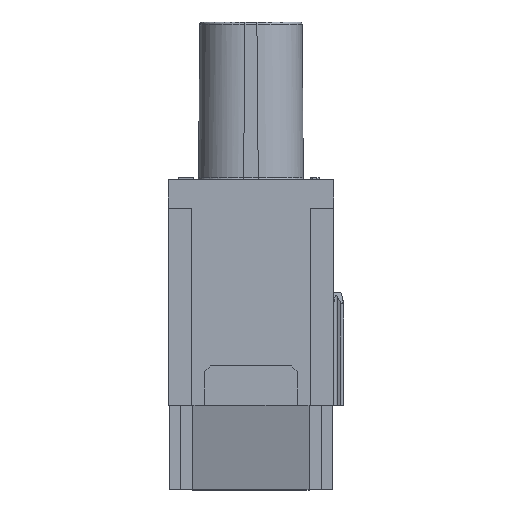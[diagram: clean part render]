
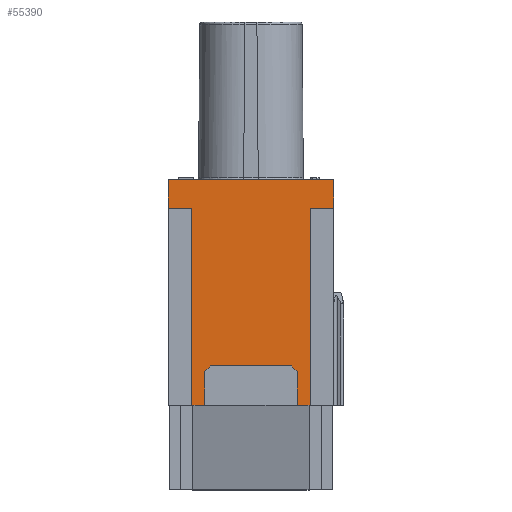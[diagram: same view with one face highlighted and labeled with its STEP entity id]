
A CAD part, front view. The second image highlights one B-rep face of the part: STEP entity #55390.
In plain terms, the highlighted face is planar.
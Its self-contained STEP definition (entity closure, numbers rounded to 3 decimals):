
#2050=CARTESIAN_POINT('',(44.588,0.,-32.));
#2060=DIRECTION('',(0.,1.,0.));
#2070=VECTOR('',#2060,1.);
#2080=LINE('',#2050,#2070);
#2090=CARTESIAN_POINT('',(44.588,23.557,-32.))
;
#2100=VERTEX_POINT('',#2090);
#2110=CARTESIAN_POINT('',(44.588,26.557,-32.));
#2120=VERTEX_POINT('',#2110);
#2130=EDGE_CURVE('',#2100,#2120,#2080,.T.);
#5670=CARTESIAN_POINT('',(53.988,41.057,-32.));
#5680=VERTEX_POINT('',#5670);
#5850=CARTESIAN_POINT('',(56.038,41.057,-32.));
#5860=VERTEX_POINT('',#5850);
#5890=CARTESIAN_POINT('',(0.,41.057,-32.));
#5900=DIRECTION('',(-1.,0.,0.));
#5910=VECTOR('',#5900,1.);
#5920=LINE('',#5890,#5910);
#5930=EDGE_CURVE('',#5860,#5680,#5920,.T.);
#6240=CARTESIAN_POINT('',(52.788,23.557,-32.))
;
#6250=VERTEX_POINT('',#6240);
#6280=CARTESIAN_POINT('',(52.788,0.,-32.));
#6290=DIRECTION('',(0.,-1.,0.));
#6300=VECTOR('',#6290,1.);
#6310=LINE('',#6280,#6300);
#6320=CARTESIAN_POINT('',(52.788,26.557,-32.));
#6330=VERTEX_POINT('',#6320);
#6340=EDGE_CURVE('',#6330,#6250,#6310,.T.);
#8780=CARTESIAN_POINT('',(41.338,41.057,-32.));
#8790=VERTEX_POINT('',#8780);
#8820=CARTESIAN_POINT('',(41.338,0.,-32.));
#8830=DIRECTION('',(0.,1.,0.));
#8840=VECTOR('',#8830,1.);
#8850=LINE('',#8820,#8840);
#8860=CARTESIAN_POINT('',(41.338,43.557,-32.));
#8870=VERTEX_POINT('',#8860);
#8880=EDGE_CURVE('',#8790,#8870,#8850,.T.);
#17820=CARTESIAN_POINT('',(0.,27.057,-32.));
#17830=DIRECTION('',(1.,0.,0.));
#17840=VECTOR('',#17830,1.);
#17850=LINE('',#17820,#17840);
#17860=CARTESIAN_POINT('',(45.088,27.057,-32.));
#17870=VERTEX_POINT('',#17860);
#17880=CARTESIAN_POINT('',(52.288,27.057,-32.));
#17890=VERTEX_POINT('',#17880);
#17900=EDGE_CURVE('',#17870,#17890,#17850,.T.);
#28660=CARTESIAN_POINT('',(43.388,23.557,-32.));
#28670=VERTEX_POINT('',#28660);
#28720=CARTESIAN_POINT('',(43.388,0.,-32.));
#28730=DIRECTION('',(0.,-1.,0.));
#28740=VECTOR('',#28730,1.);
#28750=LINE('',#28720,#28740);
#28760=CARTESIAN_POINT('',(43.388,41.057,-32.));
#28770=VERTEX_POINT('',#28760);
#28780=EDGE_CURVE('',#28770,#28670,#28750,.T.);
#30900=CARTESIAN_POINT('',(0.,41.057,-32.));
#30910=DIRECTION('',(-1.,0.,0.));
#30920=VECTOR('',#30910,1.);
#30930=LINE('',#30900,#30920);
#30940=EDGE_CURVE('',#28770,#8790,#30930,.T.);
#54670=CARTESIAN_POINT('',(0.,43.557,-32.));
#54680=DIRECTION('',(0.,0.,-1.));
#54690=DIRECTION('',(0.,-1.,0.));
#54700=AXIS2_PLACEMENT_3D('',#54670,#54680,#54690);
#54710=PLANE('',#54700);
#54720=CARTESIAN_POINT('',(18.031,0.,-32.));
#54730=DIRECTION('',(-0.707,-0.707,
0.));
#54740=VECTOR('',#54730,1.);
#54750=LINE('',#54720,#54740);
#54760=EDGE_CURVE('',#17870,#2120,#54750,.T.);
#54770=ORIENTED_EDGE('',*,*,#54760,.T.);
#54780=ORIENTED_EDGE('',*,*,#17900,.F.);
#54790=CARTESIAN_POINT('',(79.345,0.,-32.));
#54800=DIRECTION('',(-0.707,0.707,
0.));
#54810=VECTOR('',#54800,1.);
#54820=LINE('',#54790,#54810);
#54830=EDGE_CURVE('',#6330,#17890,#54820,.T.);
#54840=ORIENTED_EDGE('',*,*,#54830,.T.);
#54850=ORIENTED_EDGE('',*,*,#6340,.F.);
#54860=CARTESIAN_POINT('',(0.,23.557,-32.));
#54870=DIRECTION('',(-1.,0.,0.));
#54880=VECTOR('',#54870,1.);
#54890=LINE('',#54860,#54880);
#54900=CARTESIAN_POINT('',(53.838,23.557,-32.)
);
#54910=VERTEX_POINT('',#54900);
#54920=EDGE_CURVE('',#54910,#6250,#54890,.T.);
#54930=ORIENTED_EDGE('',*,*,#54920,.T.);
#54940=CARTESIAN_POINT('',(0.,23.557,-32.));
#54950=DIRECTION('',(1.,0.,0.));
#54960=VECTOR('',#54950,1.);
#54970=LINE('',#54940,#54960);
#54980=CARTESIAN_POINT('',(53.988,23.557,-32.));
#54990=VERTEX_POINT('',#54980);
#55000=EDGE_CURVE('',#54910,#54990,#54970,.T.);
#55010=ORIENTED_EDGE('',*,*,#55000,.F.);
#55020=CARTESIAN_POINT('',(53.988,0.,-32.));
#55030=DIRECTION('',(0.,1.,0.));
#55040=VECTOR('',#55030,1.);
#55050=LINE('',#55020,#55040);
#55060=EDGE_CURVE('',#54990,#5680,#55050,.T.);
#55070=ORIENTED_EDGE('',*,*,#55060,.F.);
#55080=ORIENTED_EDGE('',*,*,#5930,.T.);
#55090=CARTESIAN_POINT('',(56.038,0.,-32.));
#55100=DIRECTION('',(0.,-1.,0.));
#55110=VECTOR('',#55100,1.);
#55120=LINE('',#55090,#55110);
#55130=CARTESIAN_POINT('',(56.038,43.557,-32.));
#55140=VERTEX_POINT('',#55130);
#55150=EDGE_CURVE('',#55140,#5860,#55120,.T.);
#55160=ORIENTED_EDGE('',*,*,#55150,.T.);
#55170=CARTESIAN_POINT('',(0.,43.557,-32.));
#55180=DIRECTION('',(-1.,0.,0.));
#55190=VECTOR('',#55180,1.);
#55200=LINE('',#55170,#55190);
#55210=EDGE_CURVE('',#55140,#8870,#55200,.T.);
#55220=ORIENTED_EDGE('',*,*,#55210,.F.);
#55230=ORIENTED_EDGE('',*,*,#8880,.T.);
#55240=ORIENTED_EDGE('',*,*,#30940,.T.);
#55250=ORIENTED_EDGE('',*,*,#28780,.F.);
#55260=CARTESIAN_POINT('',(0.,23.557,-32.));
#55270=DIRECTION('',(1.,0.,0.));
#55280=VECTOR('',#55270,1.);
#55290=LINE('',#55260,#55280);
#55300=CARTESIAN_POINT('',(43.538,23.557,-32.)
);
#55310=VERTEX_POINT('',#55300);
#55320=EDGE_CURVE('',#28670,#55310,#55290,.T.);
#55330=ORIENTED_EDGE('',*,*,#55320,.F.);
#55340=EDGE_CURVE('',#2100,#55310,#54890,.T.);
#55350=ORIENTED_EDGE('',*,*,#55340,.T.);
#55360=ORIENTED_EDGE('',*,*,#2130,.F.);
#55370=EDGE_LOOP('',(#55360,#55350,#55330,#55250,#55240,#55230,#55220,
#55160,#55080,#55070,#55010,#54930,#54850,#54840,#54780,#54770));
#55380=FACE_OUTER_BOUND('',#55370,.T.);
#55390=ADVANCED_FACE('',(#55380),#54710,.T.);
